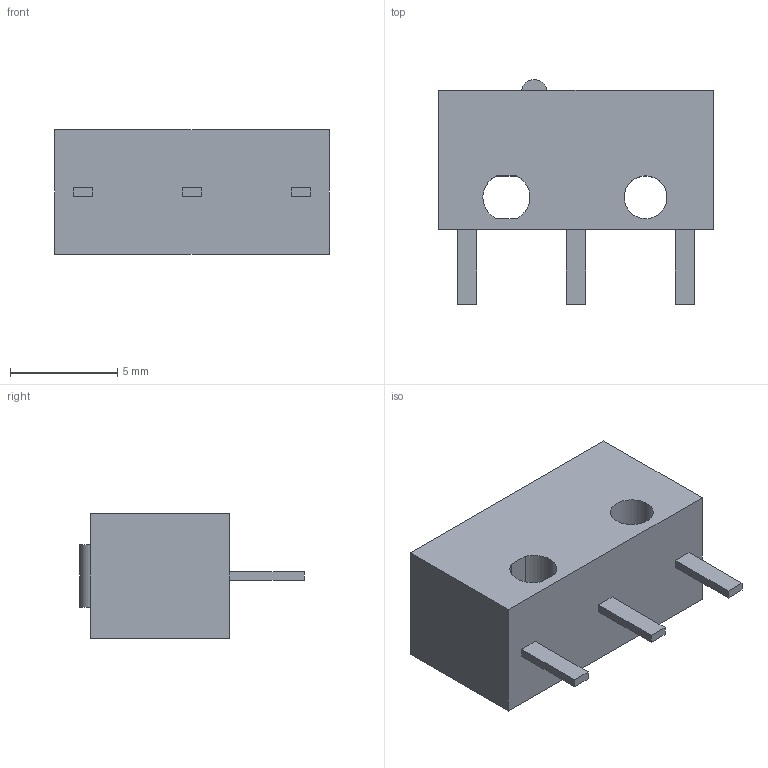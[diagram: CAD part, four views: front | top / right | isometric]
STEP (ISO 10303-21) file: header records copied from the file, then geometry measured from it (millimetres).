
FILE_DESCRIPTION(('STEP AP242'),'1');
FILE_NAME('d2f.stp','2021-07-15T11:52:52',('TraceParts'),('TraceParts S.A.'),'Spatial InterOp 3D',' ',' ');
FILE_SCHEMA(('AP242_MANAGED_MODEL_BASED_3D_ENGINEERING_MIM_LF {1 0 10303 442 1 1 4}'));
Length unit declared in the file: millimetre
Products named in the file (1): d2f
Bounding box: 12.8 x 10.5 x 5.8 mm (x, y, z)
Volume: 448.1 mm3; surface area: 482.5 mm2
Topology: 1 solids, 1 shells, 32 faces, 78 edges, 52 vertices
Faces by surface type: plane 25, cylinder 7
Entity records: 1606 total; most frequent: CARTESIAN_POINT 163, DIRECTION 158, ORIENTED_EDGE 156, STYLED_ITEM 110, PRESENTATION_STYLE_ASSIGNMENT 110, COLOUR_RGB 110, EDGE_CURVE 78, CURVE_STYLE 78
